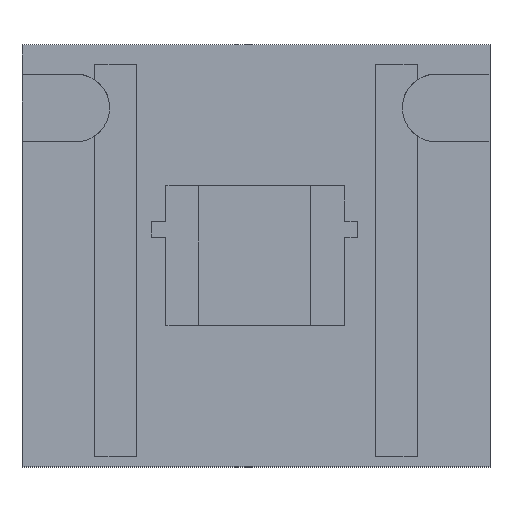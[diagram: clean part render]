
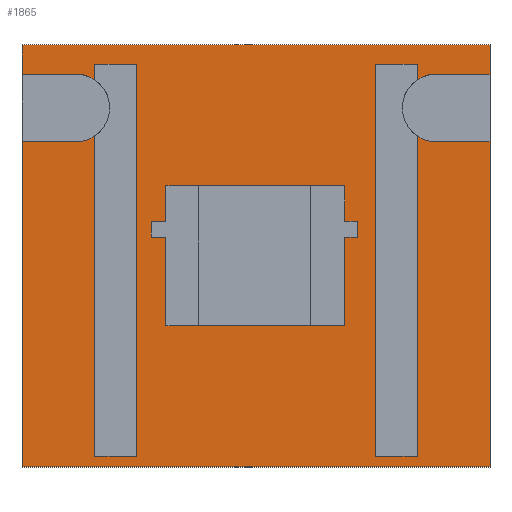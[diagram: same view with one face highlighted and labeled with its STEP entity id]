
A CAD part, top view. The second image highlights one B-rep face of the part: STEP entity #1865.
In plain terms, the highlighted planar face has unit normal (0, 0, 1).
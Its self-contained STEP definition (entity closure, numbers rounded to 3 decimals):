
#1424=CARTESIAN_POINT('',(45.0,17.423,23.634));
#1425=VERTEX_POINT('',#1424);
#1432=CARTESIAN_POINT('',(39.189,17.423,23.634));
#1433=VERTEX_POINT('',#1432);
#1434=CARTESIAN_POINT('',(39.189,17.423,23.634));
#1435=DIRECTION('',(1.0,0.0,0.0));
#1436=VECTOR('',#1435,5.811);
#1437=LINE('',#1434,#1436);
#1438=EDGE_CURVE('',#1433,#1425,#1437,.T.);
#1464=CARTESIAN_POINT('',(39.189,11.022,23.634));
#1465=VERTEX_POINT('',#1464);
#1472=CARTESIAN_POINT('',(45.0,11.022,23.634));
#1473=VERTEX_POINT('',#1472);
#1474=CARTESIAN_POINT('',(45.0,11.022,23.634));
#1475=DIRECTION('',(-1.0,0.0,0.0));
#1476=VECTOR('',#1475,5.811);
#1477=LINE('',#1474,#1476);
#1478=EDGE_CURVE('',#1473,#1465,#1477,.T.);
#1520=CARTESIAN_POINT('',(45.0,-20.3,23.634));
#1521=VERTEX_POINT('',#1520);
#1522=CARTESIAN_POINT('',(45.0,11.022,23.634));
#1523=DIRECTION('',(0.0,-1.0,0.0));
#1524=VECTOR('',#1523,31.322);
#1525=LINE('',#1522,#1524);
#1526=EDGE_CURVE('',#1473,#1521,#1525,.T.);
#1592=CARTESIAN_POINT('',(45.0,20.3,23.634));
#1593=VERTEX_POINT('',#1592);
#1600=CARTESIAN_POINT('',(45.0,20.3,23.634));
#1601=DIRECTION('',(0.0,-1.0,0.0));
#1602=VECTOR('',#1601,2.877);
#1603=LINE('',#1600,#1602);
#1604=EDGE_CURVE('',#1593,#1425,#1603,.T.);
#1624=CARTESIAN_POINT('',(5.812,17.423,23.634));
#1625=VERTEX_POINT('',#1624);
#1632=CARTESIAN_POINT('',(0.,17.423,23.634));
#1633=VERTEX_POINT('',#1632);
#1634=CARTESIAN_POINT('',(0.0,17.423,23.634));
#1635=DIRECTION('',(1.0,0.0,0.0));
#1636=VECTOR('',#1635,5.812);
#1637=LINE('',#1634,#1636);
#1638=EDGE_CURVE('',#1633,#1625,#1637,.T.);
#1664=CARTESIAN_POINT('',(0.,11.022,23.634));
#1665=VERTEX_POINT('',#1664);
#1672=CARTESIAN_POINT('',(5.812,11.022,23.634));
#1673=VERTEX_POINT('',#1672);
#1674=CARTESIAN_POINT('',(5.812,11.022,23.634));
#1675=DIRECTION('',(-1.0,0.0,0.0));
#1676=VECTOR('',#1675,5.812);
#1677=LINE('',#1674,#1676);
#1678=EDGE_CURVE('',#1673,#1665,#1677,.T.);
#1712=CARTESIAN_POINT('',(22.5,0.69,23.634));
#1713=DIRECTION('',(0.0,0.0,1.0));
#1714=DIRECTION('',(1.0,0.0,0.0));
#1715=AXIS2_PLACEMENT_3D('',#1712,#1713,#1714);
#1716=PLANE('',#1715);
#1717=ORIENTED_EDGE('',*,*,#1438,.T.);
#1718=ORIENTED_EDGE('',*,*,#1604,.F.);
#1719=CARTESIAN_POINT('',(0.0,20.3,23.634));
#1720=VERTEX_POINT('',#1719);
#1721=CARTESIAN_POINT('',(0.0,20.3,23.634));
#1722=DIRECTION('',(1.0,0.0,0.0));
#1723=VECTOR('',#1722,45.0);
#1724=LINE('',#1721,#1723);
#1725=EDGE_CURVE('',#1720,#1593,#1724,.T.);
#1726=ORIENTED_EDGE('',*,*,#1725,.F.);
#1727=CARTESIAN_POINT('',(0.,17.423,23.634));
#1728=DIRECTION('',(0.0,1.0,0.0));
#1729=VECTOR('',#1728,2.877);
#1730=LINE('',#1727,#1729);
#1731=EDGE_CURVE('',#1633,#1720,#1730,.T.);
#1732=ORIENTED_EDGE('',*,*,#1731,.F.);
#1733=ORIENTED_EDGE('',*,*,#1638,.T.);
#1734=CARTESIAN_POINT('',(7.,16.923,23.634));
#1735=VERTEX_POINT('',#1734);
#1736=CARTESIAN_POINT('',(5.164,14.223,23.634));
#1737=DIRECTION('',(0.0,0.0,-1.0));
#1738=DIRECTION('',(1.0,0.0,0.0));
#1739=AXIS2_PLACEMENT_3D('',#1736,#1737,#1738);
#1740=CIRCLE('',#1739,3.265);
#1741=EDGE_CURVE('',#1625,#1735,#1740,.T.);
#1742=ORIENTED_EDGE('',*,*,#1741,.T.);
#1743=CARTESIAN_POINT('',(7.,18.431,23.634));
#1744=VERTEX_POINT('',#1743);
#1745=CARTESIAN_POINT('',(7.,16.923,23.634));
#1746=DIRECTION('',(0.0,1.0,0.0));
#1747=VECTOR('',#1746,1.508);
#1748=LINE('',#1745,#1747);
#1749=EDGE_CURVE('',#1735,#1744,#1748,.T.);
#1750=ORIENTED_EDGE('',*,*,#1749,.T.);
#1751=CARTESIAN_POINT('',(11.,18.431,23.634));
#1752=VERTEX_POINT('',#1751);
#1753=CARTESIAN_POINT('',(7.,18.431,23.634));
#1754=DIRECTION('',(1.0,0.0,0.0));
#1755=VECTOR('',#1754,4.);
#1756=LINE('',#1753,#1755);
#1757=EDGE_CURVE('',#1744,#1752,#1756,.T.);
#1758=ORIENTED_EDGE('',*,*,#1757,.T.);
#1759=CARTESIAN_POINT('',(11.,-19.264,23.634));
#1760=VERTEX_POINT('',#1759);
#1761=CARTESIAN_POINT('',(11.,18.431,23.634));
#1762=DIRECTION('',(0.0,-1.0,0.0));
#1763=VECTOR('',#1762,37.694);
#1764=LINE('',#1761,#1763);
#1765=EDGE_CURVE('',#1752,#1760,#1764,.T.);
#1766=ORIENTED_EDGE('',*,*,#1765,.T.);
#1767=CARTESIAN_POINT('',(7.,-19.264,23.634));
#1768=VERTEX_POINT('',#1767);
#1769=CARTESIAN_POINT('',(11.,-19.264,23.634));
#1770=DIRECTION('',(-1.0,0.0,0.0));
#1771=VECTOR('',#1770,4.);
#1772=LINE('',#1769,#1771);
#1773=EDGE_CURVE('',#1760,#1768,#1772,.T.);
#1774=ORIENTED_EDGE('',*,*,#1773,.T.);
#1775=CARTESIAN_POINT('',(7.,11.522,23.634));
#1776=VERTEX_POINT('',#1775);
#1777=CARTESIAN_POINT('',(7.,-19.264,23.634));
#1778=DIRECTION('',(0.0,1.0,0.0));
#1779=VECTOR('',#1778,30.786);
#1780=LINE('',#1777,#1779);
#1781=EDGE_CURVE('',#1768,#1776,#1780,.T.);
#1782=ORIENTED_EDGE('',*,*,#1781,.T.);
#1783=CARTESIAN_POINT('',(5.164,14.223,23.634));
#1784=DIRECTION('',(0.0,0.0,-1.0));
#1785=DIRECTION('',(1.0,0.0,0.0));
#1786=AXIS2_PLACEMENT_3D('',#1783,#1784,#1785);
#1787=CIRCLE('',#1786,3.265);
#1788=EDGE_CURVE('',#1776,#1673,#1787,.T.);
#1789=ORIENTED_EDGE('',*,*,#1788,.T.);
#1790=ORIENTED_EDGE('',*,*,#1678,.T.);
#1791=CARTESIAN_POINT('',(0.0,-20.3,23.634));
#1792=VERTEX_POINT('',#1791);
#1793=CARTESIAN_POINT('',(0.,-20.3,23.634));
#1794=DIRECTION('',(0.0,1.0,0.0));
#1795=VECTOR('',#1794,31.322);
#1796=LINE('',#1793,#1795);
#1797=EDGE_CURVE('',#1792,#1665,#1796,.T.);
#1798=ORIENTED_EDGE('',*,*,#1797,.F.);
#1799=CARTESIAN_POINT('',(45.0,-20.3,23.634));
#1800=DIRECTION('',(-1.0,0.0,0.0));
#1801=VECTOR('',#1800,45.0);
#1802=LINE('',#1799,#1801);
#1803=EDGE_CURVE('',#1521,#1792,#1802,.T.);
#1804=ORIENTED_EDGE('',*,*,#1803,.F.);
#1805=ORIENTED_EDGE('',*,*,#1526,.F.);
#1806=ORIENTED_EDGE('',*,*,#1478,.T.);
#1807=CARTESIAN_POINT('',(38.,11.522,23.634));
#1808=VERTEX_POINT('',#1807);
#1809=CARTESIAN_POINT('',(39.836,14.223,23.634));
#1810=DIRECTION('',(0.0,0.0,-1.0));
#1811=DIRECTION('',(-1.0,0.0,0.0));
#1812=AXIS2_PLACEMENT_3D('',#1809,#1810,#1811);
#1813=CIRCLE('',#1812,3.265);
#1814=EDGE_CURVE('',#1465,#1808,#1813,.T.);
#1815=ORIENTED_EDGE('',*,*,#1814,.T.);
#1816=CARTESIAN_POINT('',(38.,-19.264,23.634));
#1817=VERTEX_POINT('',#1816);
#1818=CARTESIAN_POINT('',(38.,11.522,23.634));
#1819=DIRECTION('',(0.0,-1.0,0.0));
#1820=VECTOR('',#1819,30.786);
#1821=LINE('',#1818,#1820);
#1822=EDGE_CURVE('',#1808,#1817,#1821,.T.);
#1823=ORIENTED_EDGE('',*,*,#1822,.T.);
#1824=CARTESIAN_POINT('',(34.,-19.264,23.634));
#1825=VERTEX_POINT('',#1824);
#1826=CARTESIAN_POINT('',(38.,-19.264,23.634));
#1827=DIRECTION('',(-1.0,0.0,0.0));
#1828=VECTOR('',#1827,4.);
#1829=LINE('',#1826,#1828);
#1830=EDGE_CURVE('',#1817,#1825,#1829,.T.);
#1831=ORIENTED_EDGE('',*,*,#1830,.T.);
#1832=CARTESIAN_POINT('',(34.,18.431,23.634));
#1833=VERTEX_POINT('',#1832);
#1834=CARTESIAN_POINT('',(34.,-19.264,23.634));
#1835=DIRECTION('',(0.0,1.0,0.0));
#1836=VECTOR('',#1835,37.694);
#1837=LINE('',#1834,#1836);
#1838=EDGE_CURVE('',#1825,#1833,#1837,.T.);
#1839=ORIENTED_EDGE('',*,*,#1838,.T.);
#1840=CARTESIAN_POINT('',(38.,18.431,23.634));
#1841=VERTEX_POINT('',#1840);
#1842=CARTESIAN_POINT('',(34.,18.431,23.634));
#1843=DIRECTION('',(1.0,0.0,0.0));
#1844=VECTOR('',#1843,4.);
#1845=LINE('',#1842,#1844);
#1846=EDGE_CURVE('',#1833,#1841,#1845,.T.);
#1847=ORIENTED_EDGE('',*,*,#1846,.T.);
#1848=CARTESIAN_POINT('',(38.,16.923,23.634));
#1849=VERTEX_POINT('',#1848);
#1850=CARTESIAN_POINT('',(38.,18.431,23.634));
#1851=DIRECTION('',(0.0,-1.0,0.0));
#1852=VECTOR('',#1851,1.508);
#1853=LINE('',#1850,#1852);
#1854=EDGE_CURVE('',#1841,#1849,#1853,.T.);
#1855=ORIENTED_EDGE('',*,*,#1854,.T.);
#1856=CARTESIAN_POINT('',(39.836,14.223,23.634));
#1857=DIRECTION('',(0.0,0.0,-1.0));
#1858=DIRECTION('',(-1.0,0.0,0.0));
#1859=AXIS2_PLACEMENT_3D('',#1856,#1857,#1858);
#1860=CIRCLE('',#1859,3.265);
#1861=EDGE_CURVE('',#1849,#1433,#1860,.T.);
#1862=ORIENTED_EDGE('',*,*,#1861,.T.);
#1863=EDGE_LOOP('',(#1717,#1718,#1726,#1732,#1733,#1742,#1750,#1758,#1766,#1774,#1782,#1789,#1790,#1798,#1804,#1805,#1806,#1815,#1823,#1831,#1839,#1847,#1855,#1862));
#1864=FACE_OUTER_BOUND('',#1863,.T.);
#1865=ADVANCED_FACE('',(#1864),#1716,.T.);
